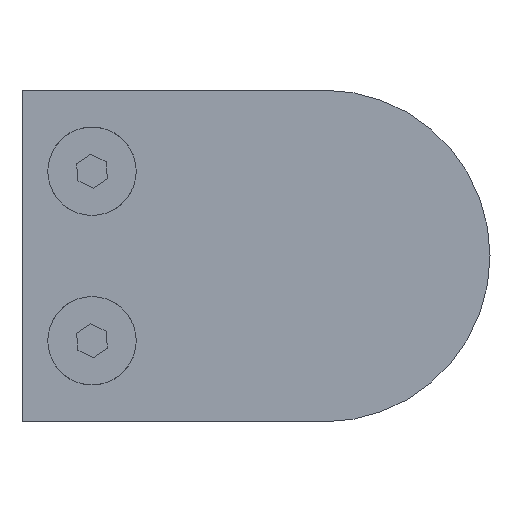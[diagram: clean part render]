
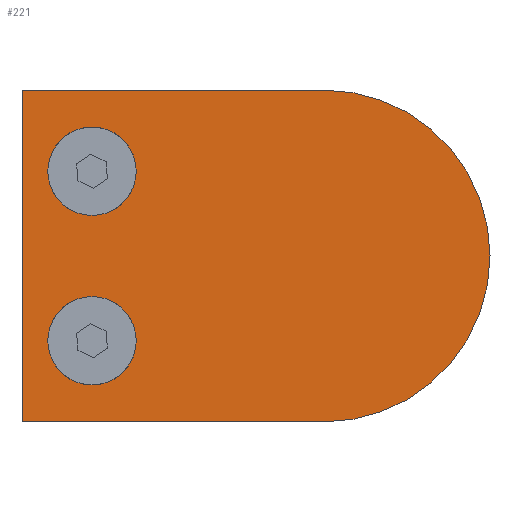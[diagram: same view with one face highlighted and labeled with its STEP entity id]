
A CAD part, front view. The second image highlights one B-rep face of the part: STEP entity #221.
In plain terms, the highlighted face is planar.
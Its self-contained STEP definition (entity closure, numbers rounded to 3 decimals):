
#221 = ADVANCED_FACE( '', ( #446, #447, #448 ), #449, .T. );
#446 = FACE_BOUND( '', #704, .T. );
#447 = FACE_BOUND( '', #705, .T. );
#448 = FACE_OUTER_BOUND( '', #706, .T. );
#449 = PLANE( '', #707 );
#704 = EDGE_LOOP( '', ( #1093 ) );
#705 = EDGE_LOOP( '', ( #1094 ) );
#706 = EDGE_LOOP( '', ( #1095, #1096, #1097, #1098 ) );
#707 = AXIS2_PLACEMENT_3D( '', #1099, #1100, #1101 );
#1093 = ORIENTED_EDGE( '', *, *, #1562, .T. );
#1094 = ORIENTED_EDGE( '', *, *, #1563, .T. );
#1095 = ORIENTED_EDGE( '', *, *, #1459, .T. );
#1096 = ORIENTED_EDGE( '', *, *, #1526, .T. );
#1097 = ORIENTED_EDGE( '', *, *, #1564, .T. );
#1098 = ORIENTED_EDGE( '', *, *, #1565, .T. );
#1099 = CARTESIAN_POINT( '', ( 0., 21.5, 0. ) );
#1100 = DIRECTION( '', ( 0., 1., 0. ) );
#1101 = DIRECTION( '', ( 0., 0., 1. ) );
#1459 = EDGE_CURVE( '', #1698, #1696, #1699, .T. );
#1526 = EDGE_CURVE( '', #1696, #1807, #1809, .T. );
#1562 = EDGE_CURVE( '', #1859, #1859, #1860, .T. );
#1563 = EDGE_CURVE( '', #1861, #1861, #1862, .T. );
#1564 = EDGE_CURVE( '', #1807, #1863, #1864, .T. );
#1565 = EDGE_CURVE( '', #1863, #1698, #1865, .T. );
#1696 = VERTEX_POINT( '', #2035 );
#1698 = VERTEX_POINT( '', #2038 );
#1699 = LINE( '', #2039, #2040 );
#1807 = VERTEX_POINT( '', #2189 );
#1809 = LINE( '', #2192, #2193 );
#1859 = VERTEX_POINT( '', #2263 );
#1860 = CIRCLE( '', #2264, 6. );
#1861 = VERTEX_POINT( '', #2265 );
#1862 = CIRCLE( '', #2266, 6. );
#1863 = VERTEX_POINT( '', #2267 );
#1864 = CIRCLE( '', #2268, 22.5 );
#1865 = LINE( '', #2269, #2270 );
#2035 = CARTESIAN_POINT( '', ( -41., 21.5, 22.5 ) );
#2038 = CARTESIAN_POINT( '', ( -41., 21.5, -22.5 ) );
#2039 = CARTESIAN_POINT( '', ( -41., 21.5, -22.5 ) );
#2040 = VECTOR( '', #2436, 1000. );
#2189 = CARTESIAN_POINT( '', ( 0., 21.5, 22.5 ) );
#2192 = CARTESIAN_POINT( '', ( -41., 21.5, 22.5 ) );
#2193 = VECTOR( '', #2509, 1000. );
#2263 = CARTESIAN_POINT( '', ( -31.5, 21.5, 17.5 ) );
#2264 = AXIS2_PLACEMENT_3D( '', #2542, #2543, #2544 );
#2265 = CARTESIAN_POINT( '', ( -31.5, 21.5, -5.5 ) );
#2266 = AXIS2_PLACEMENT_3D( '', #2545, #2546, #2547 );
#2267 = CARTESIAN_POINT( '', ( 0., 21.5, -22.5 ) );
#2268 = AXIS2_PLACEMENT_3D( '', #2548, #2549, #2550 );
#2269 = CARTESIAN_POINT( '', ( 0., 21.5, -22.5 ) );
#2270 = VECTOR( '', #2551, 1000. );
#2436 = DIRECTION( '', ( 0., 0., 1. ) );
#2509 = DIRECTION( '', ( 1., 0., 0. ) );
#2542 = CARTESIAN_POINT( '', ( -31.5, 21.5, 11.5 ) );
#2543 = DIRECTION( '', ( 0., -1., 0. ) );
#2544 = DIRECTION( '', ( 0., 0., 1. ) );
#2545 = CARTESIAN_POINT( '', ( -31.5, 21.5, -11.5 ) );
#2546 = DIRECTION( '', ( 0., -1., 0. ) );
#2547 = DIRECTION( '', ( 0., 0., 1. ) );
#2548 = CARTESIAN_POINT( '', ( 0., 21.5, 0. ) );
#2549 = DIRECTION( '', ( 0., 1., 0. ) );
#2550 = DIRECTION( '', ( -1., 0., 0. ) );
#2551 = DIRECTION( '', ( -1., 0., 0. ) );
